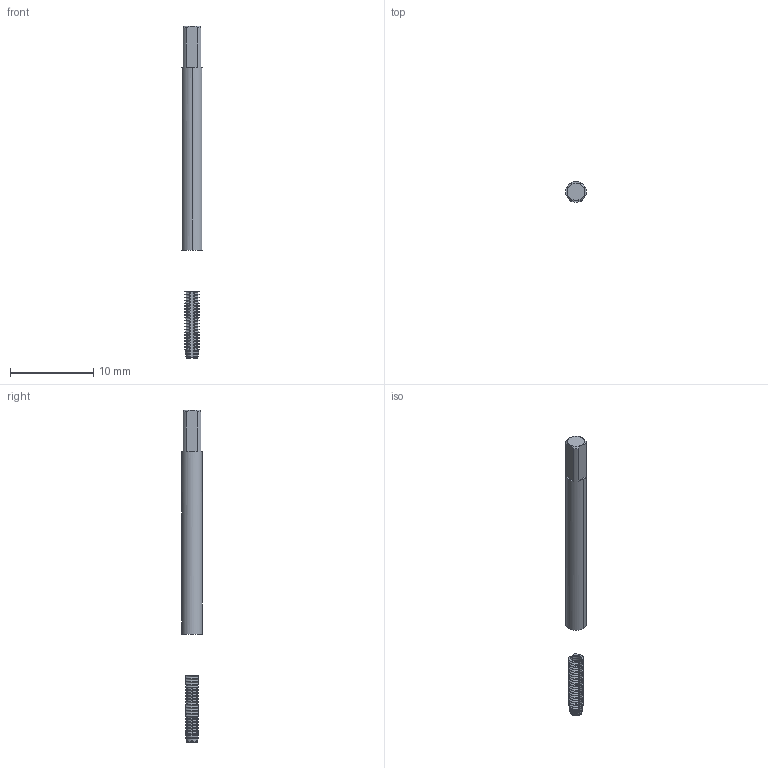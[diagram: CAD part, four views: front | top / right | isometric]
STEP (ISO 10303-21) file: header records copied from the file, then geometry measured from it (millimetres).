
FILE_DESCRIPTION(('no description'),'unknown implementation level');
FILE_NAME('solidpAMOFUdS95gQqAX2NRO2lhQalfk_1.STP',' ',('CIM GmbH Aachen'),('CADClick - KiM GmbH - www.kimweb.de'),'unknown preprocess','ACIS','unknown authorization');
FILE_SCHEMA(('automotive_design'));
Length unit declared in the file: millimetre
Products named in the file (2): 1; 2
Bounding box: 2.5 x 2.5 x 40 mm (x, y, z)
Volume: 133.4 mm3; surface area: 313.4 mm2
Topology: 2 solids, 2 shells, 360 faces, 973 edges, 616 vertices
Faces by surface type: cone 200, cylinder 144, plane 16
Entity records: 24794 total; most frequent: CARTESIAN_POINT 4994, STYLED_ITEM 1951, PRESENTATION_STYLE_ASSIGNMENT 1951, COLOUR_RGB 1951, ORIENTED_EDGE 1946, DIRECTION 1873, EDGE_CURVE 973, CURVE_STYLE 973
